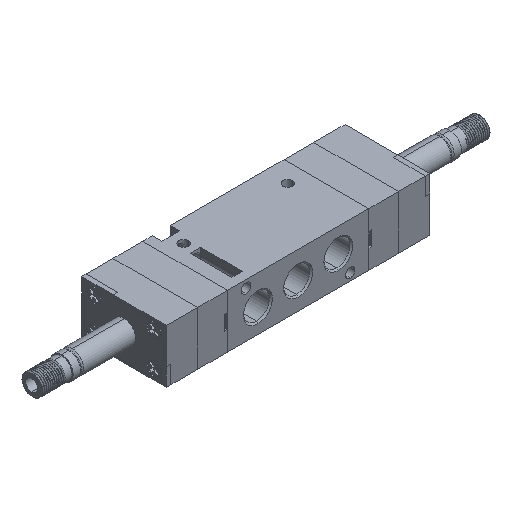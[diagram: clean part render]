
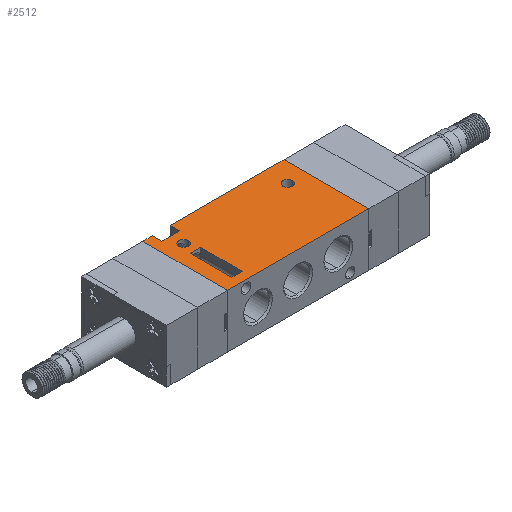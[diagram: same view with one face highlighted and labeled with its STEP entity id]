
A CAD part, isometric view. The second image highlights one B-rep face of the part: STEP entity #2512.
In plain terms, the highlighted planar face has unit normal (0, 0, 1).
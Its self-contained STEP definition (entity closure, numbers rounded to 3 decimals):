
#13 = VERTEX_POINT ( 'NONE', #492 ) ;
#103 = CARTESIAN_POINT ( 'NONE',  ( -14.5, 0., 9. ) ) ;
#219 = VERTEX_POINT ( 'NONE', #103 ) ;
#255 = VERTEX_POINT ( 'NONE', #535 ) ;
#328 = VERTEX_POINT ( 'NONE', #1483 ) ;
#337 = VERTEX_POINT ( 'NONE', #1500 ) ;
#341 = VERTEX_POINT ( 'NONE', #1504 ) ;
#342 = VERTEX_POINT ( 'NONE', #1494 ) ;
#355 = VERTEX_POINT ( 'NONE', #1276 ) ;
#356 = VERTEX_POINT ( 'NONE', #1052 ) ;
#357 = VERTEX_POINT ( 'NONE', #1083 ) ;
#385 = VERTEX_POINT ( 'NONE', #982 ) ;
#397 = VERTEX_POINT ( 'NONE', #1153 ) ;
#408 = VERTEX_POINT ( 'NONE', #1087 ) ;
#436 = VERTEX_POINT ( 'NONE', #1106 ) ;
#492 = CARTESIAN_POINT ( 'NONE',  ( -19.25, -25.5, 9. ) ) ;
#516 = VERTEX_POINT ( 'NONE', #1236 ) ;
#518 = VERTEX_POINT ( 'NONE', #1238 ) ;
#535 = CARTESIAN_POINT ( 'NONE',  ( -14.5, -3.2, 9. ) ) ;
#893 = VECTOR ( 'NONE', #5517, 1000. ) ;
#895 = LINE ( 'NONE', #5518, #893 ) ;
#899 = CIRCLE ( 'NONE', #7066, 1.6 ) ;
#982 = CARTESIAN_POINT ( 'NONE',  ( -20.5, 0., 9. ) ) ;
#1052 = CARTESIAN_POINT ( 'NONE',  ( 23.75, 0., 9. ) ) ;
#1083 = CARTESIAN_POINT ( 'NONE',  ( -20.5, -3.2, 9. ) ) ;
#1087 = CARTESIAN_POINT ( 'NONE',  ( -19.25, -11.5, 9. ) ) ;
#1106 = CARTESIAN_POINT ( 'NONE',  ( 15.9, -7.5, 9. ) ) ;
#1153 = CARTESIAN_POINT ( 'NONE',  ( -19.1, -7.5, 9. ) ) ;
#1236 = CARTESIAN_POINT ( 'NONE',  ( -15.9, -7.5, 9. ) ) ;
#1238 = CARTESIAN_POINT ( 'NONE',  ( -15.75, -11.5, 9. ) ) ;
#1276 = CARTESIAN_POINT ( 'NONE',  ( 19.1, -7.5, 9. ) ) ;
#1296 = PLANE ( 'NONE',  #6840 ) ;
#1299 = CARTESIAN_POINT ( 'NONE',  ( -23.75, -28.5, 9. ) ) ;
#1301 = DIRECTION ( 'NONE',  ( 0., 0., 1. ) ) ;
#1304 = DIRECTION ( 'NONE',  ( 1., 0., 0. ) ) ;
#1483 = CARTESIAN_POINT ( 'NONE',  ( 23.75, -28.5, 9. ) ) ;
#1494 = CARTESIAN_POINT ( 'NONE',  ( -23.75, 0., 9. ) ) ;
#1500 = CARTESIAN_POINT ( 'NONE',  ( -23.75, -28.5, 9. ) ) ;
#1504 = CARTESIAN_POINT ( 'NONE',  ( -15.75, -25.5, 9. ) ) ;
#1718 = VECTOR ( 'NONE', #5385, 1000. ) ;
#1720 = LINE ( 'NONE', #5389, #1718 ) ;
#1819 = CIRCLE ( 'NONE', #7064, 1.6 ) ;
#1823 = CIRCLE ( 'NONE', #7065, 1.6 ) ;
#1974 = ORIENTED_EDGE ( 'NONE', *, *, #4869, .T. ) ;
#1975 = ORIENTED_EDGE ( 'NONE', *, *, #4873, .T. ) ;
#1976 = ORIENTED_EDGE ( 'NONE', *, *, #4887, .F. ) ;
#1977 = ORIENTED_EDGE ( 'NONE', *, *, #4889, .F. ) ;
#1978 = ORIENTED_EDGE ( 'NONE', *, *, #4893, .F. ) ;
#1979 = ORIENTED_EDGE ( 'NONE', *, *, #4907, .T. ) ;
#1980 = ORIENTED_EDGE ( 'NONE', *, *, #4917, .T. ) ;
#1981 = ORIENTED_EDGE ( 'NONE', *, *, #4923, .F. ) ;
#2289 = FACE_BOUND ( 'NONE', #4642, .T. ) ;
#2290 = FACE_OUTER_BOUND ( 'NONE', #4662, .T. ) ;
#2291 = FACE_BOUND ( 'NONE', #4752, .T. ) ;
#2292 = FACE_BOUND ( 'NONE', #4650, .T. ) ;
#2512 = ADVANCED_FACE ( 'NONE', ( #2292, #2291, #2290, #2289 ), #1296, .T. ) ;
#4642 = EDGE_LOOP ( 'NONE', ( #1977, #1976, #1975, #1974 ) ) ;
#4650 = EDGE_LOOP ( 'NONE', ( #8285, #8284 ) ) ;
#4662 = EDGE_LOOP ( 'NONE', ( #8140, #8135, #8134, #8133, #1981, #1980, #1979, #1978 ) ) ;
#4752 = EDGE_LOOP ( 'NONE', ( #8274, #8149 ) ) ;
#4813 = EDGE_CURVE ( 'NONE', #255, #219, #1720, .T. ) ;
#4836 = EDGE_CURVE ( 'NONE', #355, #436, #1819, .T. ) ;
#4839 = EDGE_CURVE ( 'NONE', #516, #397, #1823, .T. ) ;
#4850 = EDGE_CURVE ( 'NONE', #436, #355, #899, .T. ) ;
#4854 = EDGE_CURVE ( 'NONE', #357, #255, #895, .T. ) ;
#4869 = EDGE_CURVE ( 'NONE', #341, #13, #8125, .T. ) ;
#4873 = EDGE_CURVE ( 'NONE', #518, #341, #7113, .T. ) ;
#4884 = EDGE_CURVE ( 'NONE', #357, #385, #7132, .T. ) ;
#4887 = EDGE_CURVE ( 'NONE', #518, #408, #7139, .T. ) ;
#4888 = EDGE_CURVE ( 'NONE', #342, #385, #7141, .T. ) ;
#4889 = EDGE_CURVE ( 'NONE', #408, #13, #7143, .T. ) ;
#4893 = EDGE_CURVE ( 'NONE', #219, #356, #7148, .T. ) ;
#4907 = EDGE_CURVE ( 'NONE', #328, #356, #7173, .T. ) ;
#4917 = EDGE_CURVE ( 'NONE', #337, #328, #7186, .T. ) ;
#4923 = EDGE_CURVE ( 'NONE', #337, #342, #7196, .T. ) ;
#4926 = EDGE_CURVE ( 'NONE', #397, #516, #7202, .T. ) ;
#5254 = DIRECTION ( 'NONE',  ( 1., 0., 0. ) ) ;
#5256 = DIRECTION ( 'NONE',  ( 0., 0., 1. ) ) ;
#5257 = CARTESIAN_POINT ( 'NONE',  ( -17.5, -7.5, 9. ) ) ;
#5263 = DIRECTION ( 'NONE',  ( 0., 1., 0. ) ) ;
#5265 = CARTESIAN_POINT ( 'NONE',  ( -23.75, -28.5, 9. ) ) ;
#5280 = DIRECTION ( 'NONE',  ( 1., 0., 0. ) ) ;
#5281 = CARTESIAN_POINT ( 'NONE',  ( -23.75, -28.5, 9. ) ) ;
#5313 = DIRECTION ( 'NONE',  ( 0., 1., 0. ) ) ;
#5314 = CARTESIAN_POINT ( 'NONE',  ( 23.75, -28.5, 9. ) ) ;
#5353 = DIRECTION ( 'NONE',  ( 1., 0., 0. ) ) ;
#5355 = CARTESIAN_POINT ( 'NONE',  ( -23.75, 0., 9. ) ) ;
#5369 = DIRECTION ( 'NONE',  ( 0., -1., 0. ) ) ;
#5370 = CARTESIAN_POINT ( 'NONE',  ( -19.25, -11.5, 9. ) ) ;
#5371 = DIRECTION ( 'NONE',  ( 1., 0., 0. ) ) ;
#5372 = CARTESIAN_POINT ( 'NONE',  ( -23.75, 0., 9. ) ) ;
#5373 = DIRECTION ( 'NONE',  ( -1., 0., 0. ) ) ;
#5374 = CARTESIAN_POINT ( 'NONE',  ( -15.75, -11.5, 9. ) ) ;
#5381 = DIRECTION ( 'NONE',  ( 0., 1., 0. ) ) ;
#5382 = CARTESIAN_POINT ( 'NONE',  ( -20.5, -3.2, 9. ) ) ;
#5385 = DIRECTION ( 'NONE',  ( 0., 1., 0. ) ) ;
#5389 = CARTESIAN_POINT ( 'NONE',  ( -14.5, -3.2, 9. ) ) ;
#5412 = DIRECTION ( 'NONE',  ( 0., -1., 0. ) ) ;
#5413 = CARTESIAN_POINT ( 'NONE',  ( -15.75, -11.5, 9. ) ) ;
#5425 = DIRECTION ( 'NONE',  ( -1., 0., 0. ) ) ;
#5426 = CARTESIAN_POINT ( 'NONE',  ( -15.75, -25.5, 9. ) ) ;
#5517 = DIRECTION ( 'NONE',  ( 1., 0., 0. ) ) ;
#5518 = CARTESIAN_POINT ( 'NONE',  ( -20.5, -3.2, 9. ) ) ;
#5537 = DIRECTION ( 'NONE',  ( 1., 0., 0. ) ) ;
#5539 = DIRECTION ( 'NONE',  ( 0., 0., 1. ) ) ;
#5540 = CARTESIAN_POINT ( 'NONE',  ( 17.5, -7.5, 9. ) ) ;
#5619 = DIRECTION ( 'NONE',  ( 1., 0., 0. ) ) ;
#5623 = DIRECTION ( 'NONE',  ( 0., 0., 1. ) ) ;
#5626 = CARTESIAN_POINT ( 'NONE',  ( -17.5, -7.5, 9. ) ) ;
#5639 = DIRECTION ( 'NONE',  ( 1., 0., 0. ) ) ;
#5640 = DIRECTION ( 'NONE',  ( 0., 0., 1. ) ) ;
#5644 = CARTESIAN_POINT ( 'NONE',  ( 17.5, -7.5, 9. ) ) ;
#6840 = AXIS2_PLACEMENT_3D ( 'NONE', #1299, #1301, #1304 ) ;
#7064 = AXIS2_PLACEMENT_3D ( 'NONE', #5644, #5640, #5639 ) ;
#7065 = AXIS2_PLACEMENT_3D ( 'NONE', #5626, #5623, #5619 ) ;
#7066 = AXIS2_PLACEMENT_3D ( 'NONE', #5540, #5539, #5537 ) ;
#7091 = AXIS2_PLACEMENT_3D ( 'NONE', #5257, #5256, #5254 ) ;
#7108 = VECTOR ( 'NONE', #5425, 1000. ) ;
#7113 = LINE ( 'NONE', #5413, #7114 ) ;
#7114 = VECTOR ( 'NONE', #5412, 1000. ) ;
#7132 = LINE ( 'NONE', #5382, #7134 ) ;
#7134 = VECTOR ( 'NONE', #5381, 1000. ) ;
#7139 = LINE ( 'NONE', #5374, #7140 ) ;
#7140 = VECTOR ( 'NONE', #5373, 1000. ) ;
#7141 = LINE ( 'NONE', #5372, #7142 ) ;
#7142 = VECTOR ( 'NONE', #5371, 1000. ) ;
#7143 = LINE ( 'NONE', #5370, #7144 ) ;
#7144 = VECTOR ( 'NONE', #5369, 1000. ) ;
#7148 = LINE ( 'NONE', #5355, #7149 ) ;
#7149 = VECTOR ( 'NONE', #5353, 1000. ) ;
#7173 = LINE ( 'NONE', #5314, #7174 ) ;
#7174 = VECTOR ( 'NONE', #5313, 1000. ) ;
#7186 = LINE ( 'NONE', #5281, #7188 ) ;
#7188 = VECTOR ( 'NONE', #5280, 1000. ) ;
#7196 = LINE ( 'NONE', #5265, #7197 ) ;
#7197 = VECTOR ( 'NONE', #5263, 1000. ) ;
#7202 = CIRCLE ( 'NONE', #7091, 1.6 ) ;
#8125 = LINE ( 'NONE', #5426, #7108 ) ;
#8133 = ORIENTED_EDGE ( 'NONE', *, *, #4888, .F. ) ;
#8134 = ORIENTED_EDGE ( 'NONE', *, *, #4884, .T. ) ;
#8135 = ORIENTED_EDGE ( 'NONE', *, *, #4854, .F. ) ;
#8140 = ORIENTED_EDGE ( 'NONE', *, *, #4813, .F. ) ;
#8149 = ORIENTED_EDGE ( 'NONE', *, *, #4926, .F. ) ;
#8274 = ORIENTED_EDGE ( 'NONE', *, *, #4839, .F. ) ;
#8284 = ORIENTED_EDGE ( 'NONE', *, *, #4850, .F. ) ;
#8285 = ORIENTED_EDGE ( 'NONE', *, *, #4836, .F. ) ;
